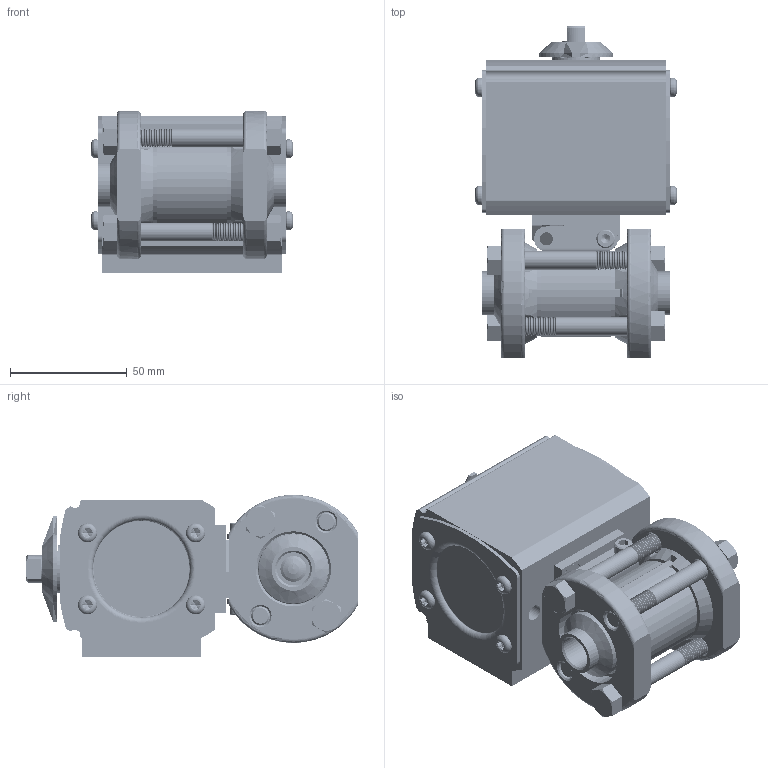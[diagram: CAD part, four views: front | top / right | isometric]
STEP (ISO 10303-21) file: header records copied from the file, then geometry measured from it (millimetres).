
FILE_DESCRIPTION (( 'STEP AP203' ), '1' );
FILE_NAME ('24XXSWFA512D.step', '2018-09-04T19:05:15', ( '' ), ( '' ), 'SwSTEP 2.0', 'SolidWorks 2018', '' );
FILE_SCHEMA (( 'CONFIG_CONTROL_DESIGN' ));
Products named in the file (1): 24XXSWFA512D
Bounding box: 86.49 x 142.33 x 69.6 mm (x, y, z)
Volume: 353711.8 mm3; surface area: 138111.2 mm2
Topology: 36 solids, 36 shells, 2965 faces, 8107 edges, 5233 vertices
Faces by surface type: cylinder 1443, cone 864, plane 466, torus 116, bspline 74, sphere 2
Entity records: 124169 total; most frequent: CARTESIAN_POINT 52135, ORIENTED_EDGE 15962, DIRECTION 14733, EDGE_CURVE 7981, AXIS2_PLACEMENT_3D 5916, VERTEX_POINT 5229, EDGE_LOOP 3204, CIRCLE 3024
